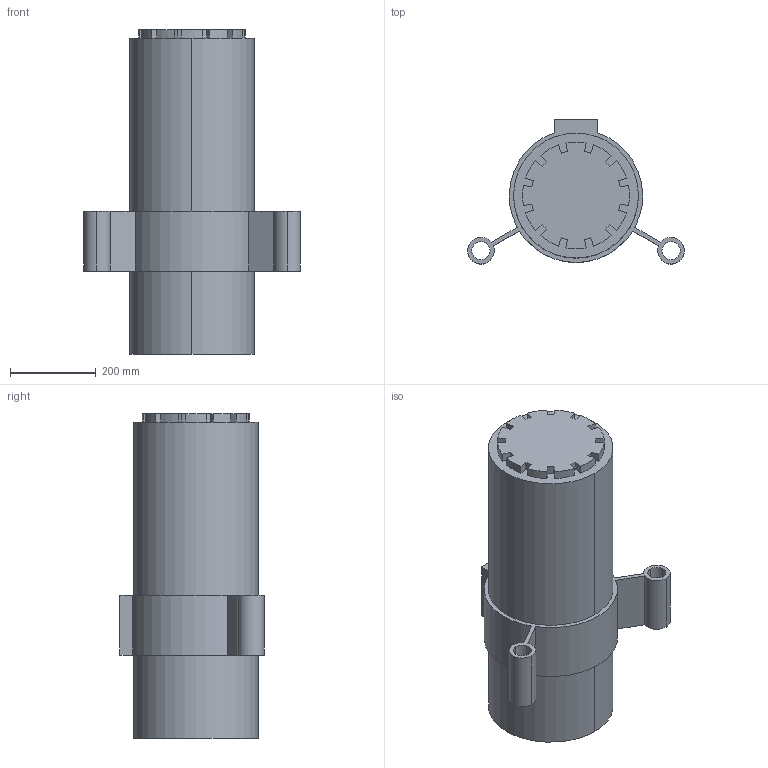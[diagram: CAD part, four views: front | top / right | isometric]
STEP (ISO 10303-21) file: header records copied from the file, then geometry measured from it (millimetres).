
FILE_DESCRIPTION (( 'STEP AP203' ), '1' );
FILE_NAME ('Main_Hull_Default_sldprt.STEP', '2020-08-14T00:47:43', ( '' ), ( '' ), 'SwSTEP 2.0', 'SolidWorks 2017', '' );
FILE_SCHEMA (( 'CONFIG_CONTROL_DESIGN' ));
Length unit declared in the file: metre
Products named in the file (1): Main_Hull_Default_sldprt
Bounding box: 507.33 x 337.44 x 760 mm (x, y, z)
Volume: 18227520.7 mm3; surface area: 1780184.5 mm2
Topology: 1 solids, 1 shells, 158 faces, 441 edges, 294 vertices
Faces by surface type: plane 93, cylinder 65
Entity records: 5212 total; most frequent: DIRECTION 917, CARTESIAN_POINT 894, ORIENTED_EDGE 882, EDGE_CURVE 441, AXIS2_PLACEMENT_3D 317, VERTEX_POINT 294, VECTOR 283, LINE 283
